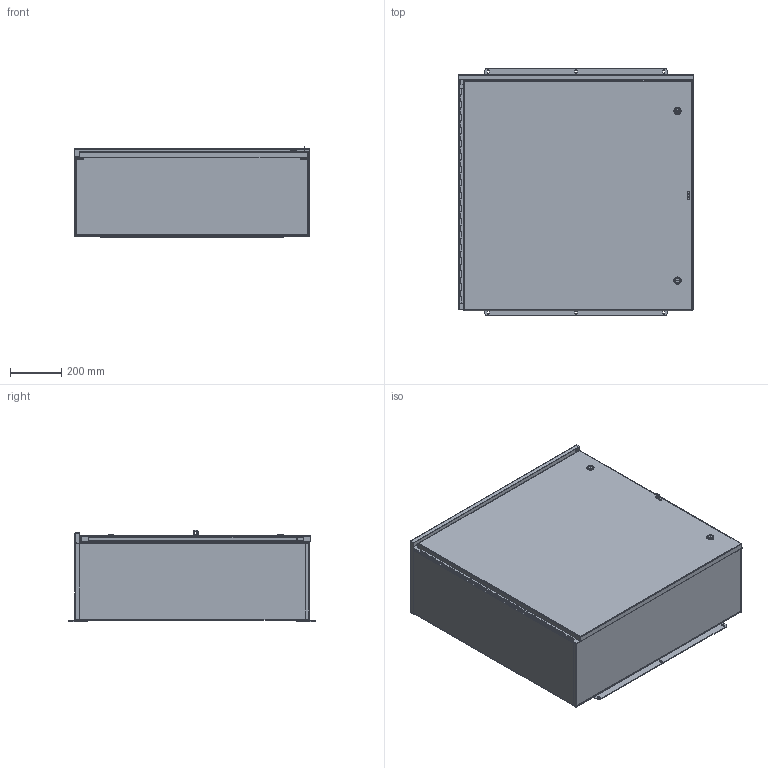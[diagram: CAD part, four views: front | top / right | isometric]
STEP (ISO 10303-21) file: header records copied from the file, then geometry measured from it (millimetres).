
FILE_DESCRIPTION(/* description */ ('RHC, BLR, MEDIUM, CS, 36X36X12'),/* implementation_level */ '2;1');
FILE_NAME(/* name */ 'RHC363612.stp',/* time_stamp */ '2017-02-20T19:51:04+05:00',/* author */ ('bjayachandran'),/* organization */ (''),/* preprocessor_version */ 'ST-DEVELOPER v16.1',/* originating_system */ 'Autodesk Inventor 2016',/* authorisation */ '');
FILE_SCHEMA (('AUTOMOTIVE_DESIGN { 1 0 10303 214 3 1 1 }'));
Length unit declared in the file: inch
Products named in the file (25): RHC363612BLR; RHC36TOP; RHC3612BTM; RHC3636LID; RHC3612CAP; 328107T; 328107L; 328107P-1; 328107; 34887; 3889; HFW384001; HFW369107; 1000-101-GPF_GPD; 1000-02; 1000-u45_asm; 1000-318; 1000-03; 1000-277-01; 1000-u142_asm; 1000-23; 1000-14_prt; HFW351146; HFW351146_1; RHC-assm
Assembly tree (36 placements, depth 4):
  RHC-assm
    RHC363612BLR
    RHC36TOP
    RHC3612BTM
    RHC3636LID
    RHC3612CAP
    328107
      328107T
      328107L
      328107P-1
    34887  x2
    3889  x8
    HFW384001
    HFW369107
    HFW351146
      1000-u45_asm
        1000-101-GPF_GPD
        1000-02
      1000-u142_asm
        1000-318
        1000-03
        1000-277-01
      1000-23
      1000-14_prt
    HFW351146_1
      1000-u45_asm
        1000-101-GPF_GPD
        1000-02
      1000-u142_asm
        1000-318
        1000-03
        1000-277-01
      1000-23
      1000-14_prt
Bounding box: 919.75 x 965.2 x 355.9 mm (x, y, z)
Volume: 6293432.6 mm3; surface area: 6597841.4 mm2
Topology: 34 solids, 34 shells, 1508 faces, 3720 edges, 2330 vertices
Faces by surface type: plane 866, cylinder 488, bspline 75, cone 35, torus 35, sphere 9
Full cylindrical faces by diameter (mm): 2.921 x2, 3.048 x13, 3.175 x1, 4.762 x1, 5 x2, 5.029 x1, 5.105 x1, 6 x2, 8.382 x16, 9.9 x2, 10 x2, 10.2 x2, 11.05 x2, 11.112 x1, 12.8 x2, 13.5 x2, 15.2 x2, 15.8 x2, 15.875 x8, 16.1 x2, 19.8 x2, 23 x2, 27 x2, 28 x2
Entity records: 35073 total; most frequent: CARTESIAN_POINT 8750, DIRECTION 5212, ORIENTED_EDGE 5092, EDGE_CURVE 2546, AXIS2_PLACEMENT_3D 1741, LINE 1730, VECTOR 1730, VERTEX_POINT 1622
